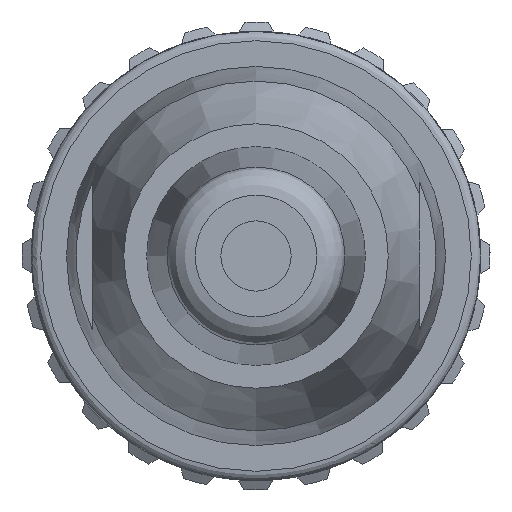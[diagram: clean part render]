
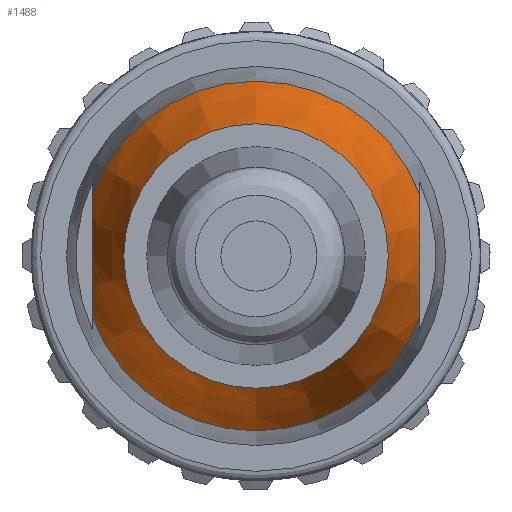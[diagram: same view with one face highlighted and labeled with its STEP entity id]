
A CAD part, front view. The second image highlights one B-rep face of the part: STEP entity #1488.
In plain terms, the highlighted conical face has half-angle 20 degrees and reference radius 5.651 mm.
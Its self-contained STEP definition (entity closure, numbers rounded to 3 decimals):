
#48=(
BOUNDED_CURVE()
B_SPLINE_CURVE(2,(#16776,#16777,#16778),.UNSPECIFIED.,.F.,.F.)
B_SPLINE_CURVE_WITH_KNOTS((3,3),(0.,1.),.UNSPECIFIED.)
CURVE()
GEOMETRIC_REPRESENTATION_ITEM()
RATIONAL_B_SPLINE_CURVE((1.,1.067,1.))
REPRESENTATION_ITEM('')
);
#49=(
BOUNDED_CURVE()
B_SPLINE_CURVE(2,(#16780,#16781,#16782),.UNSPECIFIED.,.F.,.F.)
B_SPLINE_CURVE_WITH_KNOTS((3,3),(0.,1.),.UNSPECIFIED.)
CURVE()
GEOMETRIC_REPRESENTATION_ITEM()
RATIONAL_B_SPLINE_CURVE((1.,1.067,1.))
REPRESENTATION_ITEM('')
);
#109=CONICAL_SURFACE('',#10619,5.651,20.);
#1488=ADVANCED_FACE('4-0-2305',(#3369,#3370),#109,.T.);
#3369=FACE_BOUND('',#3913,.T.);
#3370=FACE_BOUND('',#3914,.T.);
#3913=EDGE_LOOP('',(#6801));
#3914=EDGE_LOOP('',(#6802,#6803,#6804,#6805,#6806));
#6801=ORIENTED_EDGE('',*,*,#8851,.F.);
#6802=ORIENTED_EDGE('',*,*,#9227,.T.);
#6803=ORIENTED_EDGE('',*,*,#9225,.F.);
#6804=ORIENTED_EDGE('',*,*,#9224,.F.);
#6805=ORIENTED_EDGE('',*,*,#9228,.T.);
#6806=ORIENTED_EDGE('',*,*,#9221,.F.);
#7587=VERTEX_POINT('',#16013);
#7776=VERTEX_POINT('',#16758);
#7777=VERTEX_POINT('',#16760);
#7778=VERTEX_POINT('',#16767);
#7779=VERTEX_POINT('',#16769);
#7780=VERTEX_POINT('',#16771);
#8851=EDGE_CURVE('',#7587,#7587,#9604,.T.);
#9221=EDGE_CURVE('',#7776,#7777,#9669,.T.);
#9224=EDGE_CURVE('',#7778,#7779,#9670,.T.);
#9225=EDGE_CURVE('',#7779,#7780,#9671,.T.);
#9227=EDGE_CURVE('',#7776,#7780,#48,.T.);
#9228=EDGE_CURVE('',#7778,#7777,#49,.T.);
#9604=CIRCLE('',#10364,5.651);
#9669=CIRCLE('',#10614,7.471);
#9670=CIRCLE('',#10615,7.471);
#9671=CIRCLE('',#10616,7.471);
#10364=AXIS2_PLACEMENT_3D('',#16012,#12469,#12470);
#10614=AXIS2_PLACEMENT_3D('',#16759,#13273,#13274);
#10615=AXIS2_PLACEMENT_3D('',#16768,#13275,#13276);
#10616=AXIS2_PLACEMENT_3D('',#16770,#13277,#13278);
#10619=AXIS2_PLACEMENT_3D('',#16783,#13283,#13284);
#12469=DIRECTION('',(0.,-1.,0.));
#12470=DIRECTION('',(0.,0.,1.));
#13273=DIRECTION('',(0.,1.,0.));
#13274=DIRECTION('',(0.937,0.,-0.349));
#13275=DIRECTION('',(0.,1.,0.));
#13276=DIRECTION('',(-0.937,0.,0.349));
#13277=DIRECTION('',(0.,1.,0.));
#13278=DIRECTION('',(0.,0.,1.));
#13283=DIRECTION('',(0.,1.,0.));
#13284=DIRECTION('',(0.,0.,1.));
#16012=CARTESIAN_POINT('',(-0.953,-40.165,6.25));
#16013=CARTESIAN_POINT('',(-0.953,-40.165,11.901));
#16758=CARTESIAN_POINT('',(6.047,-35.165,3.64));
#16759=CARTESIAN_POINT('',(-0.953,-35.165,6.25));
#16760=CARTESIAN_POINT('',(-7.953,-35.165,3.64));
#16767=CARTESIAN_POINT('',(-7.953,-35.165,8.86));
#16768=CARTESIAN_POINT('',(-0.953,-35.165,6.25));
#16769=CARTESIAN_POINT('',(-0.953,-35.165,13.721));
#16770=CARTESIAN_POINT('',(-0.953,-35.165,6.25));
#16771=CARTESIAN_POINT('',(6.047,-35.165,8.86));
#16776=CARTESIAN_POINT('',(6.047,-35.165,3.64));
#16777=CARTESIAN_POINT('',(6.047,-37.67,6.25));
#16778=CARTESIAN_POINT('',(6.047,-35.165,8.86));
#16780=CARTESIAN_POINT('',(-7.953,-35.165,8.86));
#16781=CARTESIAN_POINT('',(-7.953,-37.67,6.25));
#16782=CARTESIAN_POINT('',(-7.953,-35.165,3.64));
#16783=CARTESIAN_POINT('',(-0.953,-40.165,6.25));
